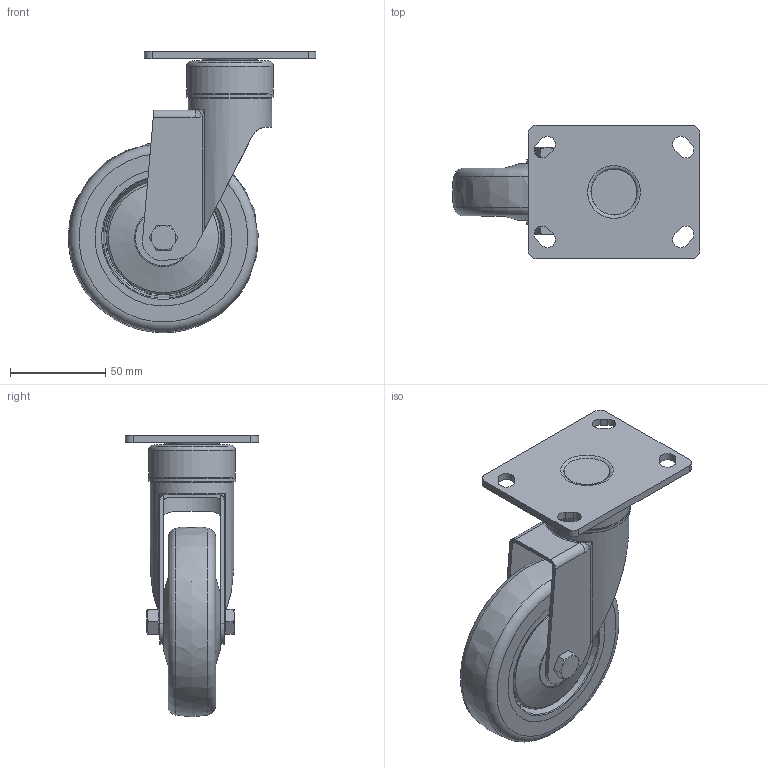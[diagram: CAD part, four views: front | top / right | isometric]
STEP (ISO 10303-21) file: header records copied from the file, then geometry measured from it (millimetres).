
FILE_DESCRIPTION((''),'2;1');
FILE_NAME('509901.iam.stp','2010-09-05T10:38:45',(''),(''),'Autodesk Inventor 2010','Autodesk Inventor 2010','');
FILE_SCHEMA(('AUTOMOTIVE_DESIGN { 1 0 10303 214 1 1 1 1 }'));
Length unit declared in the file: millimetre
Products named in the file (10): 509901; 509901-točna-deska; 509901-nosič; 509901-obruč; 509901-ráfek; 509901-víčko; 509901-vložka; DIN 933 - nahrazený DIN EN 24017 M8  x 40; DIN EN 24032 M8; 509901-čep
Assembly tree (10 placements, depth 2):
  509901
    509901-točna-deska
    509901-nosič
    509901-obruč
    509901-ráfek
    509901-víčko  x2
    509901-vložka
    DIN 933 - nahrazený DIN EN 24017 M8  x 40
    DIN EN 24032 M8
    509901-čep
Bounding box: 129.97 x 70 x 148 mm (x, y, z)
Volume: 206993.3 mm3; surface area: 103754.7 mm2
Topology: 10 solids, 10 shells, 230 faces, 479 edges, 294 vertices
Faces by surface type: plane 81, cylinder 61, cone 31, bspline 29, torus 27, sphere 1
Full cylindrical faces by diameter (mm): 6.5 x2, 7.323 x1, 8 x1, 8.2 x3, 11 x1, 11.4 x1, 12 x2, 12.4 x1, 14 x2, 16 x1, 17 x1, 20 x1, 24 x1, 33 x1, 40 x2, 43.6 x1, 44 x2, 45.6 x1, 46 x1, 59.2 x2, 60 x2, 70 x2, 72 x4
Entity records: 6442 total; most frequent: CARTESIAN_POINT 1886, DIRECTION 938, ORIENTED_EDGE 708, AXIS2_PLACEMENT_3D 413, EDGE_LOOP 366, EDGE_CURVE 354, VERTEX_POINT 276, FACE_OUTER_BOUND 218
